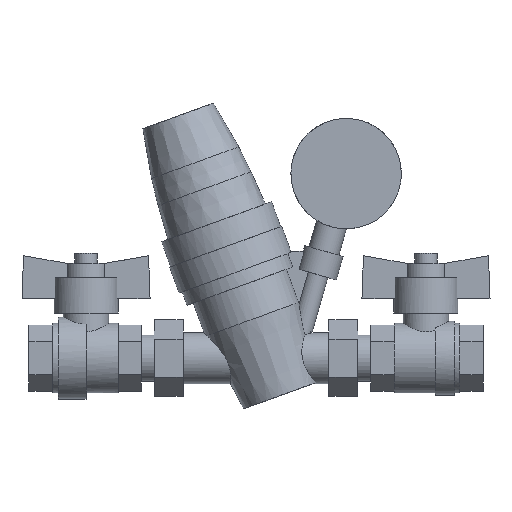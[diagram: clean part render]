
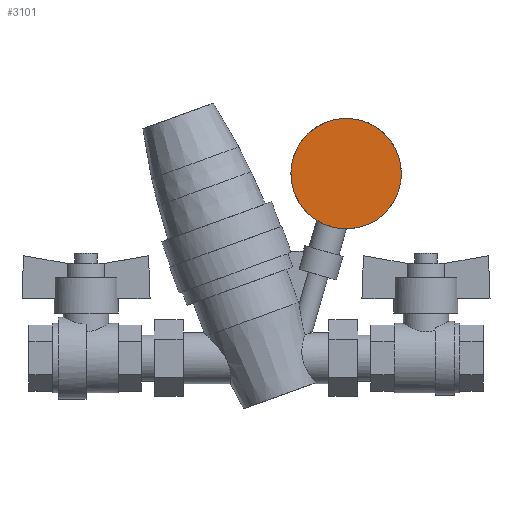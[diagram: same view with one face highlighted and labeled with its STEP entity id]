
A CAD part, front view. The second image highlights one B-rep face of the part: STEP entity #3101.
In plain terms, the highlighted planar face has unit normal (0, -1, 0).
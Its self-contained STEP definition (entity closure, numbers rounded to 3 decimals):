
#2957=CARTESIAN_POINT('Vertex',(11.18,-17.25,83.59)) ;
#2961=CARTESIAN_POINT('Control Point',(61.18,-17.25,83.59)) ;
#2962=CARTESIAN_POINT('Control Point',(61.18,-17.25,87.517)) ;
#2963=CARTESIAN_POINT('Control Point',(60.409,-17.25,91.444)) ;
#2964=CARTESIAN_POINT('Control Point',(58.866,-17.25,95.169)) ;
#2965=CARTESIAN_POINT('Control Point',(54.403,-17.25,101.813)) ;
#2966=CARTESIAN_POINT('Control Point',(47.759,-17.25,106.276)) ;
#2967=CARTESIAN_POINT('Control Point',(44.034,-17.25,107.819)) ;
#2968=CARTESIAN_POINT('Control Point',(36.18,-17.25,109.361)) ;
#2969=CARTESIAN_POINT('Control Point',(28.326,-17.25,107.819)) ;
#2970=CARTESIAN_POINT('Control Point',(24.601,-17.25,106.276)) ;
#2971=CARTESIAN_POINT('Control Point',(17.957,-17.25,101.813)) ;
#2972=CARTESIAN_POINT('Control Point',(13.494,-17.25,95.169)) ;
#2973=CARTESIAN_POINT('Control Point',(11.951,-17.25,91.444)) ;
#2974=CARTESIAN_POINT('Control Point',(11.18,-17.25,87.517)) ;
#2975=CARTESIAN_POINT('Control Point',(11.18,-17.25,83.59)) ;
#2976=CARTESIAN_POINT('Vertex',(61.18,-17.25,83.59)) ;
#3015=CARTESIAN_POINT('Control Point',(11.18,-17.25,83.59)) ;
#3016=CARTESIAN_POINT('Control Point',(11.18,-17.25,79.663)) ;
#3017=CARTESIAN_POINT('Control Point',(11.951,-17.25,75.736)) ;
#3018=CARTESIAN_POINT('Control Point',(13.494,-17.25,72.011)) ;
#3019=CARTESIAN_POINT('Control Point',(17.957,-17.25,65.367)) ;
#3020=CARTESIAN_POINT('Control Point',(24.601,-17.25,60.904)) ;
#3021=CARTESIAN_POINT('Control Point',(28.326,-17.25,59.361)) ;
#3022=CARTESIAN_POINT('Control Point',(36.18,-17.25,57.819)) ;
#3023=CARTESIAN_POINT('Control Point',(44.034,-17.25,59.361)) ;
#3024=CARTESIAN_POINT('Control Point',(47.759,-17.25,60.904)) ;
#3025=CARTESIAN_POINT('Control Point',(54.403,-17.25,65.367)) ;
#3026=CARTESIAN_POINT('Control Point',(58.866,-17.25,72.011)) ;
#3027=CARTESIAN_POINT('Control Point',(60.409,-17.25,75.736)) ;
#3028=CARTESIAN_POINT('Control Point',(61.18,-17.25,79.663)) ;
#3029=CARTESIAN_POINT('Control Point',(61.18,-17.25,83.59)) ;
#3092=CARTESIAN_POINT('Axis2P3D Location',(61.18,-17.25,83.59)) ;
#3093=DIRECTION('Axis2P3D Direction',(0.,-1.,0.)) ;
#3094=DIRECTION('Axis2P3D XDirection',(0.,0.,1.)) ;
#3095=AXIS2_PLACEMENT_3D('Plane Axis2P3D',#3092,#3093,#3094) ;
#3096=PLANE('',#3095) ;
#2978=EDGE_CURVE('',#2977,#2958,#2960,.T.) ;
#3030=EDGE_CURVE('',#2958,#2977,#3014,.T.) ;
#3098=ORIENTED_EDGE('',*,*,#3030,.T.) ;
#3099=ORIENTED_EDGE('',*,*,#2978,.T.) ;
#3097=EDGE_LOOP('',(#3098,#3099)) ;
#2958=VERTEX_POINT('',#2957) ;
#2977=VERTEX_POINT('',#2976) ;
#3101=ADVANCED_FACE('Solid1',(#3100),#3096,.T.) ;
#2960=B_SPLINE_CURVE_WITH_KNOTS('',5,(#2961,#2962,#2963,#2964,#2965,#2966,#2967,#2968,#2969,#2970,#2971,#2972,#2973,#2974,#2975),.UNSPECIFIED.,.F.,.U.,(6,3,3,3,6),(0.,0.785,1.571,2.356,3.142),.UNSPECIFIED.) ;
#3014=B_SPLINE_CURVE_WITH_KNOTS('',5,(#3015,#3016,#3017,#3018,#3019,#3020,#3021,#3022,#3023,#3024,#3025,#3026,#3027,#3028,#3029),.UNSPECIFIED.,.F.,.U.,(6,3,3,3,6),(-3.142,-2.356,-1.571,-0.785,0.),.UNSPECIFIED.) ;
#3100=FACE_OUTER_BOUND('',#3097,.T.) ;
